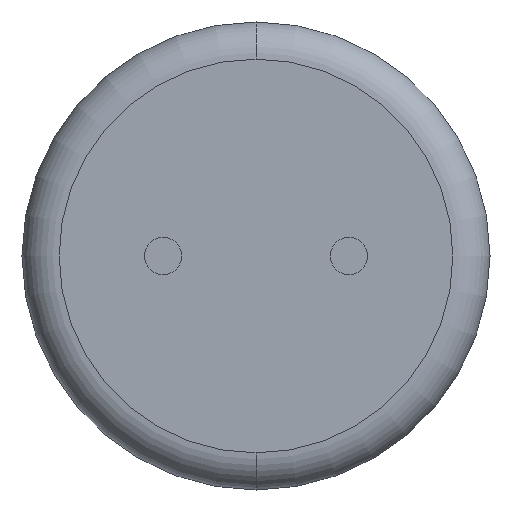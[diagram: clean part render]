
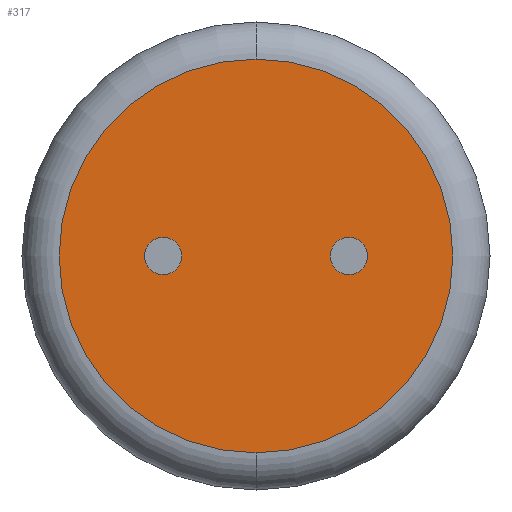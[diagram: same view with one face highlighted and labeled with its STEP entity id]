
A CAD part, front view. The second image highlights one B-rep face of the part: STEP entity #317.
In plain terms, the highlighted planar face has unit normal (0, -1, 0).
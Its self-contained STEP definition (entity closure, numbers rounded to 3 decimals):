
#23 = CARTESIAN_POINT ( 'NONE',  ( -1.25, 0., 0. ) ) ;
#34 = DIRECTION ( 'NONE',  ( 0., -1., 0. ) ) ;
#95 = ORIENTED_EDGE ( 'NONE', *, *, #113, .F. ) ;
#113 = EDGE_CURVE ( 'NONE', #1151, #781, #375, .T. ) ;
#144 = DIRECTION ( 'NONE',  ( 0., 0., 1. ) ) ;
#145 = AXIS2_PLACEMENT_3D ( 'NONE', #803, #1128, #144 ) ;
#168 = AXIS2_PLACEMENT_3D ( 'NONE', #553, #34, #993 ) ;
#173 = ORIENTED_EDGE ( 'NONE', *, *, #875, .T. ) ;
#180 = CARTESIAN_POINT ( 'NONE',  ( 1.25, 0., 0.25 ) ) ;
#212 = VERTEX_POINT ( 'NONE', #1309 ) ;
#250 = CARTESIAN_POINT ( 'NONE',  ( -1.25, 0., -0.25 ) ) ;
#264 = DIRECTION ( 'NONE',  ( 0., 0., 1. ) ) ;
#317 = ADVANCED_FACE ( 'NONE', ( #928, #1359, #1249 ), #823, .F. ) ;
#336 = DIRECTION ( 'NONE',  ( 0., 0., 1. ) ) ;
#370 = DIRECTION ( 'NONE',  ( 0., -1., 0. ) ) ;
#375 = CIRCLE ( 'NONE', #1133, 0.25 ) ;
#427 = EDGE_LOOP ( 'NONE', ( #997, #95 ) ) ;
#430 = DIRECTION ( 'NONE',  ( 0., 1., 0. ) ) ;
#447 = AXIS2_PLACEMENT_3D ( 'NONE', #1056, #370, #1344 ) ;
#475 = ORIENTED_EDGE ( 'NONE', *, *, #1024, .F. ) ;
#483 = DIRECTION ( 'NONE',  ( 0., -1., 0. ) ) ;
#513 = VERTEX_POINT ( 'NONE', #1139 ) ;
#532 = CIRCLE ( 'NONE', #447, 2.65 ) ;
#535 = ORIENTED_EDGE ( 'NONE', *, *, #1158, .T. ) ;
#553 = CARTESIAN_POINT ( 'NONE',  ( 0., 0., 0. ) ) ;
#556 = CIRCLE ( 'NONE', #1067, 0.25 ) ;
#568 = EDGE_CURVE ( 'NONE', #781, #1151, #620, .T. ) ;
#620 = CIRCLE ( 'NONE', #988, 0.25 ) ;
#664 = DIRECTION ( 'NONE',  ( 0., -1., 0. ) ) ;
#711 = CARTESIAN_POINT ( 'NONE',  ( 1.25, 0., 0. ) ) ;
#744 = CARTESIAN_POINT ( 'NONE',  ( 0., 0., 0. ) ) ;
#781 = VERTEX_POINT ( 'NONE', #180 ) ;
#803 = CARTESIAN_POINT ( 'NONE',  ( -1.25, 0., 0. ) ) ;
#820 = CARTESIAN_POINT ( 'NONE',  ( 1.25, 0., 0. ) ) ;
#823 = PLANE ( 'NONE',  #913 ) ;
#829 = EDGE_CURVE ( 'NONE', #959, #212, #556, .T. ) ;
#875 = EDGE_CURVE ( 'NONE', #513, #1204, #532, .T. ) ;
#902 = CARTESIAN_POINT ( 'NONE',  ( 0., 0., -2.65 ) ) ;
#908 = ORIENTED_EDGE ( 'NONE', *, *, #829, .F. ) ;
#913 = AXIS2_PLACEMENT_3D ( 'NONE', #744, #430, #1083 ) ;
#916 = EDGE_LOOP ( 'NONE', ( #475, #908 ) ) ;
#928 = FACE_BOUND ( 'NONE', #427, .T. ) ;
#959 = VERTEX_POINT ( 'NONE', #250 ) ;
#988 = AXIS2_PLACEMENT_3D ( 'NONE', #711, #1261, #1148 ) ;
#993 = DIRECTION ( 'NONE',  ( 0., 0., 1. ) ) ;
#997 = ORIENTED_EDGE ( 'NONE', *, *, #568, .F. ) ;
#1024 = EDGE_CURVE ( 'NONE', #212, #959, #1364, .T. ) ;
#1056 = CARTESIAN_POINT ( 'NONE',  ( 0., 0., 0. ) ) ;
#1067 = AXIS2_PLACEMENT_3D ( 'NONE', #23, #664, #336 ) ;
#1083 = DIRECTION ( 'NONE',  ( 0., 0., 1. ) ) ;
#1128 = DIRECTION ( 'NONE',  ( 0., -1., 0. ) ) ;
#1133 = AXIS2_PLACEMENT_3D ( 'NONE', #820, #483, #264 ) ;
#1139 = CARTESIAN_POINT ( 'NONE',  ( 0., 0., 2.65 ) ) ;
#1148 = DIRECTION ( 'NONE',  ( 0., 0., 1. ) ) ;
#1151 = VERTEX_POINT ( 'NONE', #1325 ) ;
#1158 = EDGE_CURVE ( 'NONE', #1204, #513, #1365, .T. ) ;
#1204 = VERTEX_POINT ( 'NONE', #902 ) ;
#1249 = FACE_OUTER_BOUND ( 'NONE', #1252, .T. ) ;
#1252 = EDGE_LOOP ( 'NONE', ( #173, #535 ) ) ;
#1261 = DIRECTION ( 'NONE',  ( 0., -1., 0. ) ) ;
#1309 = CARTESIAN_POINT ( 'NONE',  ( -1.25, 0., 0.25 ) ) ;
#1325 = CARTESIAN_POINT ( 'NONE',  ( 1.25, 0., -0.25 ) ) ;
#1344 = DIRECTION ( 'NONE',  ( 0., 0., 1. ) ) ;
#1359 = FACE_BOUND ( 'NONE', #916, .T. ) ;
#1364 = CIRCLE ( 'NONE', #145, 0.25 ) ;
#1365 = CIRCLE ( 'NONE', #168, 2.65 ) ;
